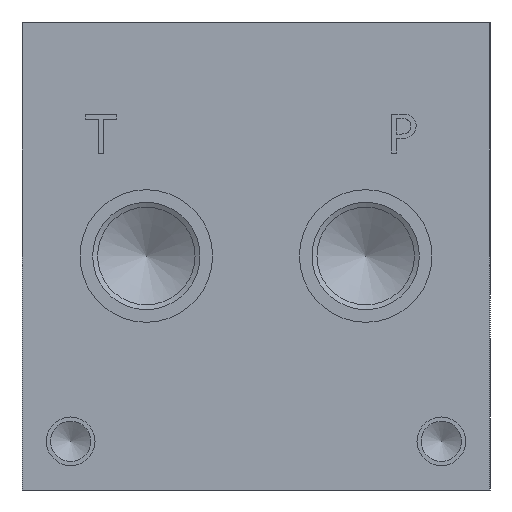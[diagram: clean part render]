
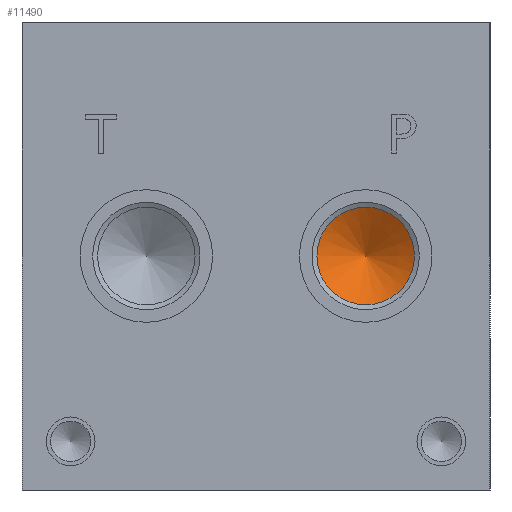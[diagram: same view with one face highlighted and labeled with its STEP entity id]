
A CAD part, left-side view. The second image highlights one B-rep face of the part: STEP entity #11490.
In plain terms, the highlighted conical face has half-angle 60 degrees and reference radius 3.969 mm.
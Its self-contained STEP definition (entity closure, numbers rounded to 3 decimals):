
#76=CONICAL_SURFACE('',#11994,3.969,1.047);
#157=CIRCLE('',#11995,7.938);
#158=CIRCLE('',#11996,7.938);
#1243=FACE_OUTER_BOUND('',#1898,.T.);
#1898=EDGE_LOOP('',(#9891,#9892,#9893,#9894));
#3039=LINE('',#19408,#4122);
#4122=VECTOR('',#14037,3.969);
#5431=VERTEX_POINT('',#19404);
#5432=VERTEX_POINT('',#19405);
#5433=VERTEX_POINT('',#19407);
#6975=EDGE_CURVE('',#5431,#5432,#157,.T.);
#6976=EDGE_CURVE('',#5432,#5433,#3039,.T.);
#6977=EDGE_CURVE('',#5432,#5431,#158,.T.);
#9891=ORIENTED_EDGE('',*,*,#6975,.T.);
#9892=ORIENTED_EDGE('',*,*,#6976,.T.);
#9893=ORIENTED_EDGE('',*,*,#6976,.F.);
#9894=ORIENTED_EDGE('',*,*,#6977,.T.);
#11490=ADVANCED_FACE('',(#1243),#76,.F.);
#11994=AXIS2_PLACEMENT_3D('',#19403,#14033,#14034);
#11995=AXIS2_PLACEMENT_3D('',#19406,#14035,#14036);
#11996=AXIS2_PLACEMENT_3D('',#19409,#14038,#14039);
#14033=DIRECTION('center_axis',(-1.,0.,0.));
#14034=DIRECTION('ref_axis',(0.,1.,0.));
#14035=DIRECTION('center_axis',(-1.,0.,0.));
#14036=DIRECTION('ref_axis',(0.,1.,0.));
#14037=DIRECTION('',(0.5,0.866,0.));
#14038=DIRECTION('center_axis',(-1.,0.,0.));
#14039=DIRECTION('ref_axis',(0.,1.,0.));
#19403=CARTESIAN_POINT('Origin',(34.031,20.244,38.1));
#19404=CARTESIAN_POINT('',(31.74,28.181,38.1));
#19405=CARTESIAN_POINT('',(31.74,12.306,38.1));
#19406=CARTESIAN_POINT('Origin',(31.74,20.244,38.1));
#19407=CARTESIAN_POINT('',(36.323,20.244,38.1));
#19408=CARTESIAN_POINT('',(34.031,16.275,38.1));
#19409=CARTESIAN_POINT('Origin',(31.74,20.244,38.1));
